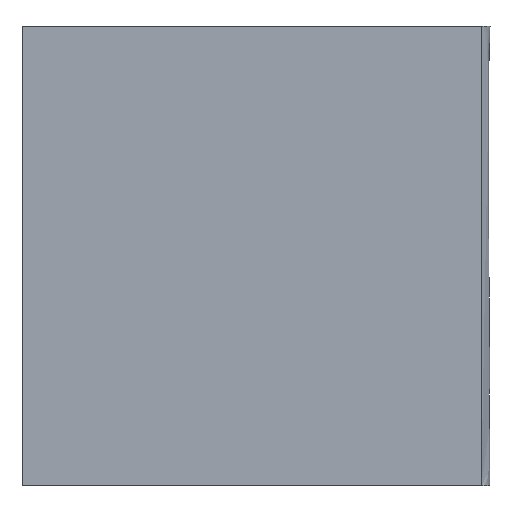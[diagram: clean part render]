
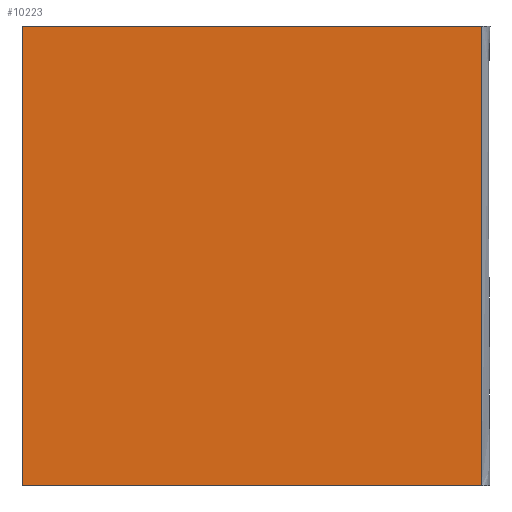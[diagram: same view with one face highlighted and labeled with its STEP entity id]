
A CAD part, front view. The second image highlights one B-rep face of the part: STEP entity #10223.
In plain terms, the highlighted planar face has unit normal (0, -1, 0).
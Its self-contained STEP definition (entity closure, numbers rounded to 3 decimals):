
#535=DIRECTION('',(1.,0.,0.));
#536=VECTOR('',#535,14.);
#537=CARTESIAN_POINT('',(-7.,0.,7.));
#538=LINE('',#537,#536);
#2538=DIRECTION('',(-1.,0.,0.));
#2539=VECTOR('',#2538,14.);
#2540=CARTESIAN_POINT('',(7.,0.,-7.));
#2541=LINE('',#2540,#2539);
#3772=DIRECTION('',(0.,0.,-1.));
#3773=VECTOR('',#3772,14.);
#3774=CARTESIAN_POINT('',(-7.,0.,7.));
#3775=LINE('',#3774,#3773);
#3779=DIRECTION('',(0.,0.,-1.));
#3780=VECTOR('',#3779,14.);
#3781=CARTESIAN_POINT('',(7.,0.,7.));
#3782=LINE('',#3781,#3780);
#7241=CARTESIAN_POINT('',(7.,0.,-7.));
#7242=VERTEX_POINT('',#7241);
#7254=CARTESIAN_POINT('',(-7.,0.,-7.));
#7255=VERTEX_POINT('',#7254);
#7256=CARTESIAN_POINT('',(7.,0.,7.));
#7257=VERTEX_POINT('',#7256);
#7324=CARTESIAN_POINT('',(-7.,0.,7.));
#7325=VERTEX_POINT('',#7324);
#10211=CARTESIAN_POINT('',(0.,0.,0.));
#10212=DIRECTION('',(0.,-1.,0.));
#10213=DIRECTION('',(0.,0.,-1.));
#10214=AXIS2_PLACEMENT_3D('',#10211,#10212,#10213);
#10215=PLANE('',#10214);
#10216=ORIENTED_EDGE('',*,*,#8639,.T.);
#10218=ORIENTED_EDGE('',*,*,#10217,.T.);
#10219=ORIENTED_EDGE('',*,*,#9326,.T.);
#10220=ORIENTED_EDGE('',*,*,#10204,.F.);
#10221=EDGE_LOOP('',(#10216,#10218,#10219,#10220));
#10222=FACE_OUTER_BOUND('',#10221,.F.);
#8639=EDGE_CURVE('',#7325,#7257,#538,.T.);
#9326=EDGE_CURVE('',#7242,#7255,#2541,.T.);
#10204=EDGE_CURVE('',#7325,#7255,#3775,.T.);
#10217=EDGE_CURVE('',#7257,#7242,#3782,.T.);
#10223=ADVANCED_FACE('',(#10222),#10215,.T.);
